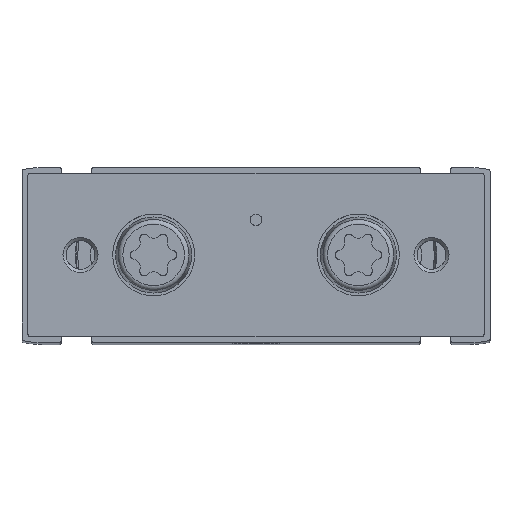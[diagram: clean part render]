
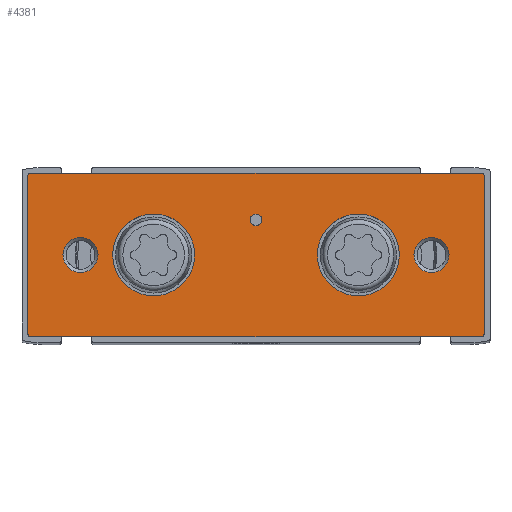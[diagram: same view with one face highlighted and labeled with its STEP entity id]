
A CAD part, top view. The second image highlights one B-rep face of the part: STEP entity #4381.
In plain terms, the highlighted planar face has unit normal (0, 0, 1).
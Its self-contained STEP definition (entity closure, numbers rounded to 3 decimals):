
#416=LINE('',#8182,#640);
#421=LINE('',#8196,#645);
#425=LINE('',#8212,#649);
#429=LINE('',#8224,#653);
#640=VECTOR('',#6759,1000.);
#645=VECTOR('',#6772,1000.);
#649=VECTOR('',#6788,1000.);
#653=VECTOR('',#6800,1000.);
#1430=ORIENTED_EDGE('',*,*,#2223,.T.);
#1431=ORIENTED_EDGE('',*,*,#2224,.T.);
#1432=ORIENTED_EDGE('',*,*,#2225,.T.);
#1433=ORIENTED_EDGE('',*,*,#2226,.T.);
#1434=ORIENTED_EDGE('',*,*,#2227,.T.);
#1435=ORIENTED_EDGE('',*,*,#2199,.T.);
#1436=ORIENTED_EDGE('',*,*,#2203,.T.);
#1437=ORIENTED_EDGE('',*,*,#2206,.T.);
#1438=ORIENTED_EDGE('',*,*,#2209,.T.);
#1439=ORIENTED_EDGE('',*,*,#2214,.T.);
#1440=ORIENTED_EDGE('',*,*,#2217,.T.);
#1441=ORIENTED_EDGE('',*,*,#2220,.T.);
#1442=ORIENTED_EDGE('',*,*,#2222,.T.);
#2199=EDGE_CURVE('',#2686,#2685,#416,.T.);
#2203=EDGE_CURVE('',#2685,#2688,#3033,.T.);
#2206=EDGE_CURVE('',#2688,#2690,#421,.T.);
#2209=EDGE_CURVE('',#2690,#2692,#3035,.T.);
#2214=EDGE_CURVE('',#2692,#2696,#425,.T.);
#2217=EDGE_CURVE('',#2696,#2698,#3039,.T.);
#2220=EDGE_CURVE('',#2698,#2700,#429,.T.);
#2222=EDGE_CURVE('',#2700,#2686,#3041,.T.);
#2223=EDGE_CURVE('',#2701,#2701,#3042,.T.);
#2224=EDGE_CURVE('',#2702,#2702,#3043,.T.);
#2225=EDGE_CURVE('',#2703,#2703,#3044,.T.);
#2226=EDGE_CURVE('',#2704,#2704,#3045,.T.);
#2227=EDGE_CURVE('',#2705,#2705,#3046,.T.);
#2685=VERTEX_POINT('',#8181);
#2686=VERTEX_POINT('',#8183);
#2688=VERTEX_POINT('',#8189);
#2690=VERTEX_POINT('',#8195);
#2692=VERTEX_POINT('',#8201);
#2696=VERTEX_POINT('',#8211);
#2698=VERTEX_POINT('',#8217);
#2700=VERTEX_POINT('',#8223);
#2701=VERTEX_POINT('',#8230);
#2702=VERTEX_POINT('',#8232);
#2703=VERTEX_POINT('',#8234);
#2704=VERTEX_POINT('',#8236);
#2705=VERTEX_POINT('',#8238);
#3033=CIRCLE('',#5612,0.5);
#3035=CIRCLE('',#5616,0.5);
#3039=CIRCLE('',#5622,0.5);
#3041=CIRCLE('',#5626,0.5);
#3042=CIRCLE('',#5628,7.);
#3043=CIRCLE('',#5629,7.);
#3044=CIRCLE('',#5630,1.);
#3045=CIRCLE('',#5631,3.);
#3046=CIRCLE('',#5632,3.);
#3421=EDGE_LOOP('',(#1430));
#3422=EDGE_LOOP('',(#1431));
#3423=EDGE_LOOP('',(#1432));
#3424=EDGE_LOOP('',(#1433));
#3425=EDGE_LOOP('',(#1434));
#3426=EDGE_LOOP('',(#1435,#1436,#1437,#1438,#1439,#1440,#1441,#1442));
#3893=FACE_BOUND('',#3421,.T.);
#3894=FACE_BOUND('',#3422,.T.);
#3895=FACE_BOUND('',#3423,.T.);
#3896=FACE_BOUND('',#3424,.T.);
#3897=FACE_BOUND('',#3425,.T.);
#3898=FACE_BOUND('',#3426,.T.);
#4149=PLANE('',#5627);
#4381=ADVANCED_FACE('',(#3893,#3894,#3895,#3896,#3897,#3898),#4149,.T.);
#5612=AXIS2_PLACEMENT_3D('',#8190,#6766,#6767);
#5616=AXIS2_PLACEMENT_3D('',#8202,#6778,#6779);
#5622=AXIS2_PLACEMENT_3D('',#8218,#6794,#6795);
#5626=AXIS2_PLACEMENT_3D('',#8227,#6805,#6806);
#5627=AXIS2_PLACEMENT_3D('',#8228,#6807,#6808);
#5628=AXIS2_PLACEMENT_3D('',#8229,#6809,#6810);
#5629=AXIS2_PLACEMENT_3D('',#8231,#6811,#6812);
#5630=AXIS2_PLACEMENT_3D('',#8233,#6813,#6814);
#5631=AXIS2_PLACEMENT_3D('',#8235,#6815,#6816);
#5632=AXIS2_PLACEMENT_3D('',#8237,#6817,#6818);
#6759=DIRECTION('',(0.,-1.,0.));
#6766=DIRECTION('',(0.,0.,1.));
#6767=DIRECTION('',(1.,0.,0.));
#6772=DIRECTION('',(1.,0.,0.));
#6778=DIRECTION('',(0.,0.,1.));
#6779=DIRECTION('',(1.,0.,0.));
#6788=DIRECTION('',(0.,1.,0.));
#6794=DIRECTION('',(0.,0.,1.));
#6795=DIRECTION('',(1.,0.,0.));
#6800=DIRECTION('',(-1.,0.,0.));
#6805=DIRECTION('',(0.,0.,1.));
#6806=DIRECTION('',(1.,0.,0.));
#6807=DIRECTION('',(0.,0.,1.));
#6808=DIRECTION('',(1.,0.,0.));
#6809=DIRECTION('',(0.,0.,-1.));
#6810=DIRECTION('',(-1.,0.,0.));
#6811=DIRECTION('',(0.,0.,-1.));
#6812=DIRECTION('',(-1.,0.,0.));
#6813=DIRECTION('',(0.,0.,-1.));
#6814=DIRECTION('',(-1.,0.,0.));
#6815=DIRECTION('',(0.,0.,-1.));
#6816=DIRECTION('',(-1.,0.,0.));
#6817=DIRECTION('',(0.,0.,-1.));
#6818=DIRECTION('',(-1.,0.,0.));
#8181=CARTESIAN_POINT('',(-14.,-38.5,12.));
#8182=CARTESIAN_POINT('',(-14.,38.5,12.));
#8183=CARTESIAN_POINT('',(-14.,38.5,12.));
#8189=CARTESIAN_POINT('',(-13.5,-39.,12.));
#8190=CARTESIAN_POINT('',(-13.5,-38.5,12.));
#8195=CARTESIAN_POINT('',(13.5,-39.,12.));
#8196=CARTESIAN_POINT('',(-13.5,-39.,12.));
#8201=CARTESIAN_POINT('',(14.,-38.5,12.));
#8202=CARTESIAN_POINT('',(13.5,-38.5,12.));
#8211=CARTESIAN_POINT('',(14.,38.5,12.));
#8212=CARTESIAN_POINT('',(14.,-38.5,12.));
#8217=CARTESIAN_POINT('',(13.5,39.,12.));
#8218=CARTESIAN_POINT('',(13.5,38.5,12.));
#8223=CARTESIAN_POINT('',(-13.5,39.,12.));
#8224=CARTESIAN_POINT('',(13.5,39.,12.));
#8227=CARTESIAN_POINT('',(-13.5,38.5,12.));
#8228=CARTESIAN_POINT('',(-13.5,-38.5,12.));
#8229=CARTESIAN_POINT('',(0.,-17.5,12.));
#8230=CARTESIAN_POINT('',(-7.,-17.5,12.));
#8231=CARTESIAN_POINT('',(0.,17.5,12.));
#8232=CARTESIAN_POINT('',(-7.,17.5,12.));
#8233=CARTESIAN_POINT('',(6.,0.,12.));
#8234=CARTESIAN_POINT('',(5.,0.,12.));
#8235=CARTESIAN_POINT('',(0.,-30.,12.));
#8236=CARTESIAN_POINT('',(-3.,-30.,12.));
#8237=CARTESIAN_POINT('',(0.,30.,12.));
#8238=CARTESIAN_POINT('',(-3.,30.,12.));
